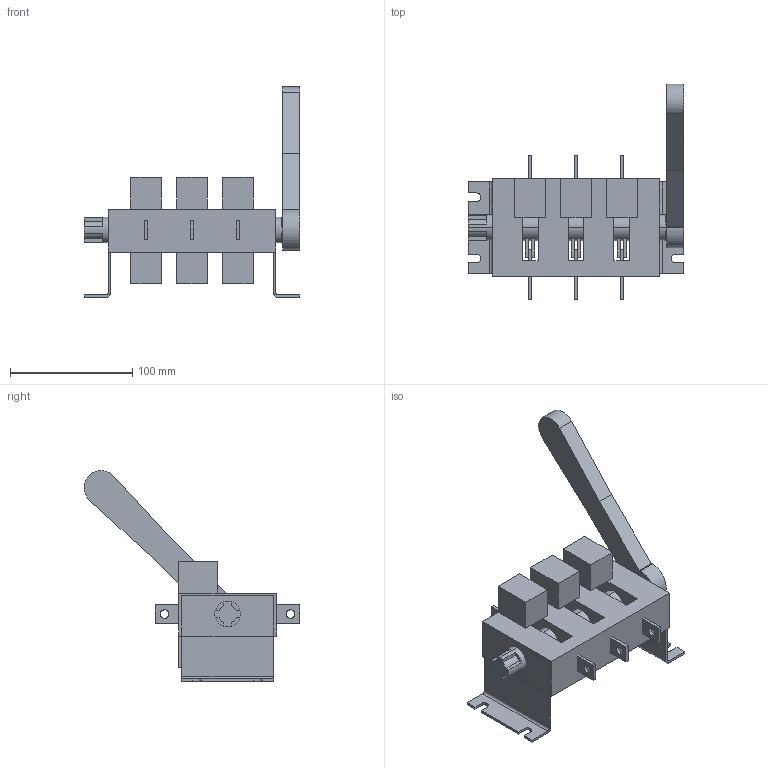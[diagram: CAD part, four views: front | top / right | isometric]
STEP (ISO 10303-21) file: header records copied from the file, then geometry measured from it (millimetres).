
FILE_DESCRIPTION (( 'STEP AP214' ), '1' );
FILE_NAME ('Âûêëþ÷àòåëü-ðàçúåäèíèòåëü ÂÐÓ32Ó_1íàïð_100À íåñúåì ðóê.STEP', '2018-06-22T08:27:46', ( '' ), ( '' ), 'SwSTEP 2.0', 'SolidWorks 2017', '' );
FILE_SCHEMA (( 'AUTOMOTIVE_DESIGN' ));
Length unit declared in the file: millimetre
Products named in the file (1): Âûêëþ÷àòåëü-ðàçúåäèíèòåëü ÂÐÓ32Ó_1íàïð_100À íåñúåì ðóê
Bounding box: 176.5 x 176.23 x 172.23 mm (x, y, z)
Volume: 588892.3 mm3; surface area: 143604.3 mm2
Topology: 20 solids, 20 shells, 251 faces, 615 edges, 410 vertices
Faces by surface type: plane 206, cylinder 45
Entity records: 9263 total; most frequent: CARTESIAN_POINT 1277, ORIENTED_EDGE 1230, DIRECTION 1225, EDGE_CURVE 615, VECTOR 509, LINE 509, VERTEX_POINT 410, AXIS2_PLACEMENT_3D 358
